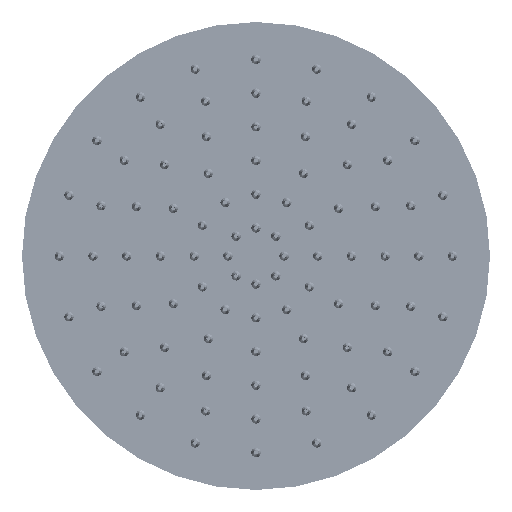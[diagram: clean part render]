
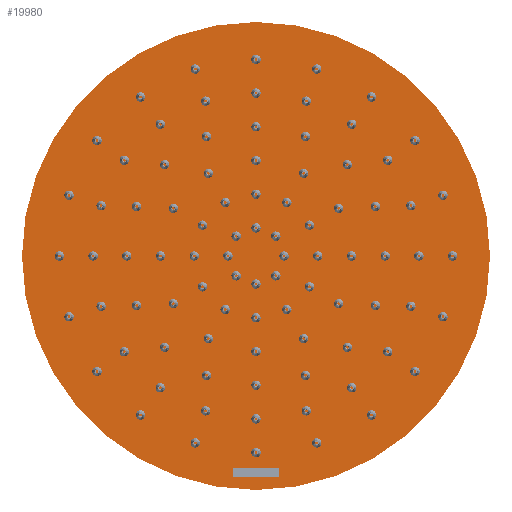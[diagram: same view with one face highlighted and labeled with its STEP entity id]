
A CAD part, front view. The second image highlights one B-rep face of the part: STEP entity #19980.
In plain terms, the highlighted planar face has unit normal (0, -1, 0).
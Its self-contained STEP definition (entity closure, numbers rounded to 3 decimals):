
#1133 = VERTEX_POINT ( 'NONE', #36810 ) ;
#1143 = CARTESIAN_POINT ( 'NONE',  ( 12.5, 0., -113.212 ) ) ;
#4905 = LINE ( 'NONE', #6106, #69742 ) ;
#6106 = CARTESIAN_POINT ( 'NONE',  ( -12.5, 0., 0. ) ) ;
#12230 = VECTOR ( 'NONE', #57425, 1000. ) ;
#13945 = FACE_OUTER_BOUND ( 'NONE', #91311, .T. ) ;
#15156 = FACE_BOUND ( 'NONE', #88939, .T. ) ;
#17937 = CARTESIAN_POINT ( 'NONE',  ( 0., 0., 0. ) ) ;
#19980 = ADVANCED_FACE ( 'NONE', ( #13945, #15156 ), #34106, .F. ) ;
#22026 = EDGE_CURVE ( 'NONE', #47889, #105504, #114324, .T. ) ;
#24746 = EDGE_CURVE ( 'NONE', #105504, #60652, #58220, .T. ) ;
#30429 = CARTESIAN_POINT ( 'NONE',  ( 12.5, 0., 0. ) ) ;
#34106 = PLANE ( 'NONE',  #40189 ) ;
#34661 = DIRECTION ( 'NONE',  ( 0., -1., 0. ) ) ;
#35222 = CARTESIAN_POINT ( 'NONE',  ( 0., 0., 125. ) ) ;
#35575 = ORIENTED_EDGE ( 'NONE', *, *, #22026, .F. ) ;
#36810 = CARTESIAN_POINT ( 'NONE',  ( 0., 0., -125. ) ) ;
#38679 = CARTESIAN_POINT ( 'NONE',  ( 0., 0., -113.212 ) ) ;
#40189 = AXIS2_PLACEMENT_3D ( 'NONE', #71473, #51289, #88586 ) ;
#44759 = CIRCLE ( 'NONE', #113170, 125. ) ;
#47668 = LINE ( 'NONE', #83794, #12230 ) ;
#47889 = VERTEX_POINT ( 'NONE', #95471 ) ;
#51289 = DIRECTION ( 'NONE',  ( 0., 1., 0. ) ) ;
#57425 = DIRECTION ( 'NONE',  ( 1., 0., 0. ) ) ;
#58220 = LINE ( 'NONE', #38679, #59420 ) ;
#59420 = VECTOR ( 'NONE', #104727, 1000. ) ;
#60652 = VERTEX_POINT ( 'NONE', #72829 ) ;
#69602 = CARTESIAN_POINT ( 'NONE',  ( 0., 0., 0. ) ) ;
#69742 = VECTOR ( 'NONE', #99119, 1000. ) ;
#71473 = CARTESIAN_POINT ( 'NONE',  ( 0., 0., 0. ) ) ;
#72829 = CARTESIAN_POINT ( 'NONE',  ( -12.5, 0., -113.212 ) ) ;
#75901 = VERTEX_POINT ( 'NONE', #35222 ) ;
#77089 = ORIENTED_EDGE ( 'NONE', *, *, #103427, .F. ) ;
#79763 = EDGE_CURVE ( 'NONE', #75901, #1133, #103796, .T. ) ;
#81289 = EDGE_CURVE ( 'NONE', #81296, #47889, #47668, .T. ) ;
#81296 = VERTEX_POINT ( 'NONE', #94753 ) ;
#82327 = AXIS2_PLACEMENT_3D ( 'NONE', #17937, #91407, #92611 ) ;
#83794 = CARTESIAN_POINT ( 'NONE',  ( 0., 0., -118. ) ) ;
#88586 = DIRECTION ( 'NONE',  ( 0., 0., 1. ) ) ;
#88939 = EDGE_LOOP ( 'NONE', ( #77089, #109469, #35575, #95783 ) ) ;
#91311 = EDGE_LOOP ( 'NONE', ( #109264, #92797 ) ) ;
#91407 = DIRECTION ( 'NONE',  ( 0., -1., 0. ) ) ;
#92611 = DIRECTION ( 'NONE',  ( 0., 0., -1. ) ) ;
#92797 = ORIENTED_EDGE ( 'NONE', *, *, #79763, .T. ) ;
#93532 = DIRECTION ( 'NONE',  ( 0., 0., 1. ) ) ;
#94753 = CARTESIAN_POINT ( 'NONE',  ( -12.5, 0., -118. ) ) ;
#95471 = CARTESIAN_POINT ( 'NONE',  ( 12.5, 0., -118. ) ) ;
#95783 = ORIENTED_EDGE ( 'NONE', *, *, #81289, .F. ) ;
#99119 = DIRECTION ( 'NONE',  ( 0., 0., -1. ) ) ;
#103427 = EDGE_CURVE ( 'NONE', #60652, #81296, #4905, .T. ) ;
#103796 = CIRCLE ( 'NONE', #82327, 125. ) ;
#104727 = DIRECTION ( 'NONE',  ( -1., 0., 0. ) ) ;
#105504 = VERTEX_POINT ( 'NONE', #1143 ) ;
#109264 = ORIENTED_EDGE ( 'NONE', *, *, #117605, .T. ) ;
#109333 = DIRECTION ( 'NONE',  ( 0., 0., -1. ) ) ;
#109469 = ORIENTED_EDGE ( 'NONE', *, *, #24746, .F. ) ;
#113170 = AXIS2_PLACEMENT_3D ( 'NONE', #69602, #34661, #109333 ) ;
#114324 = LINE ( 'NONE', #30429, #114728 ) ;
#114728 = VECTOR ( 'NONE', #93532, 1000. ) ;
#117605 = EDGE_CURVE ( 'NONE', #1133, #75901, #44759, .T. ) ;
